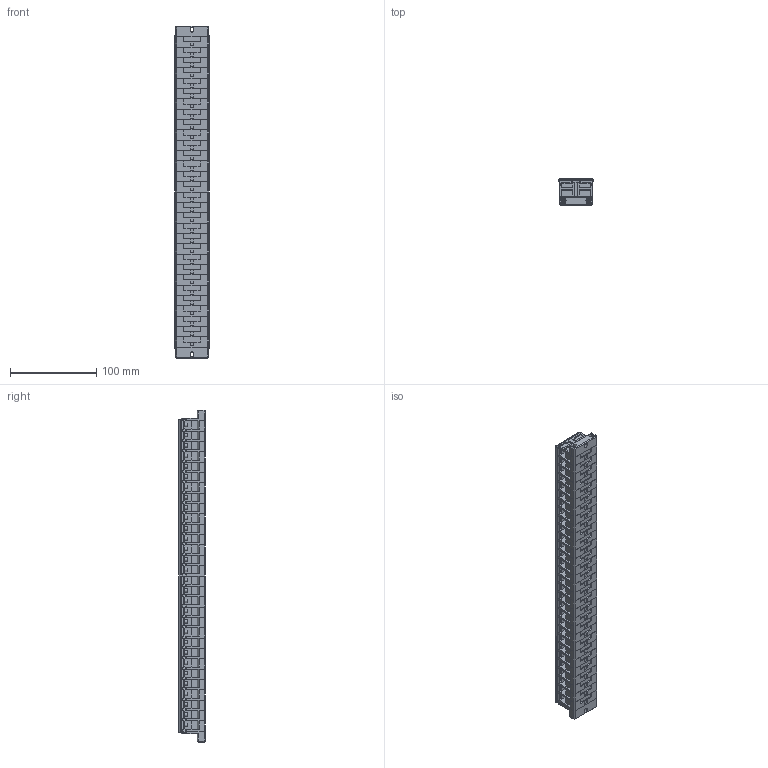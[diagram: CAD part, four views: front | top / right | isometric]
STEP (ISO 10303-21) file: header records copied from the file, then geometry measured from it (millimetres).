
FILE_DESCRIPTION (( 'STEP AP203' ), '1' );
FILE_NAME ('BTBH30C30_rev0.0.STEP', '2021-10-20T00:16:07', ( '' ), ( '' ), 'SwSTEP 2.0', 'SolidWorks 2019', '' );
FILE_SCHEMA (( 'CONFIG_CONTROL_DESIGN' ));
Length unit declared in the file: millimetre
Products named in the file (7): BTB30-SHAFT-SCW-M3.5-10P; BTBH30-BODY_蹬怮椔; TB30-30_蹬怮椔; BTB30-TERM-CV-30_蹬怮椔; BTB30-END-BOARD_蹬怮椔; HEXAGON-NUT(M3.5)_蹬怮椔; BTBH30C30_rev0.0
Assembly tree (38 placements, depth 2):
  BTBH30C30_rev0.0
    BTB30-END-BOARD_蹬怮椔  x2
    BTBH30-BODY_蹬怮椔  x30
    BTB30-SHAFT-SCW-M3.5-10P  x2
    TB30-30_蹬怮椔
    BTB30-TERM-CV-30_蹬怮椔
    HEXAGON-NUT(M3.5)_蹬怮椔  x2
Bounding box: 40.2 x 31 x 385 mm (x, y, z)
Volume: 309330.3 mm3; surface area: 188013 mm2
Topology: 38 solids, 38 shells, 3035 faces, 8167 edges, 5338 vertices
Faces by surface type: plane 2508, cylinder 369, torus 120, cone 20, bspline 18
Entity records: 10279 total; most frequent: CARTESIAN_POINT 1867, ORIENTED_EDGE 1448, DIRECTION 1355, EDGE_CURVE 724, LINE 555, VECTOR 555, VERTEX_POINT 476, AXIS2_PLACEMENT_3D 400
